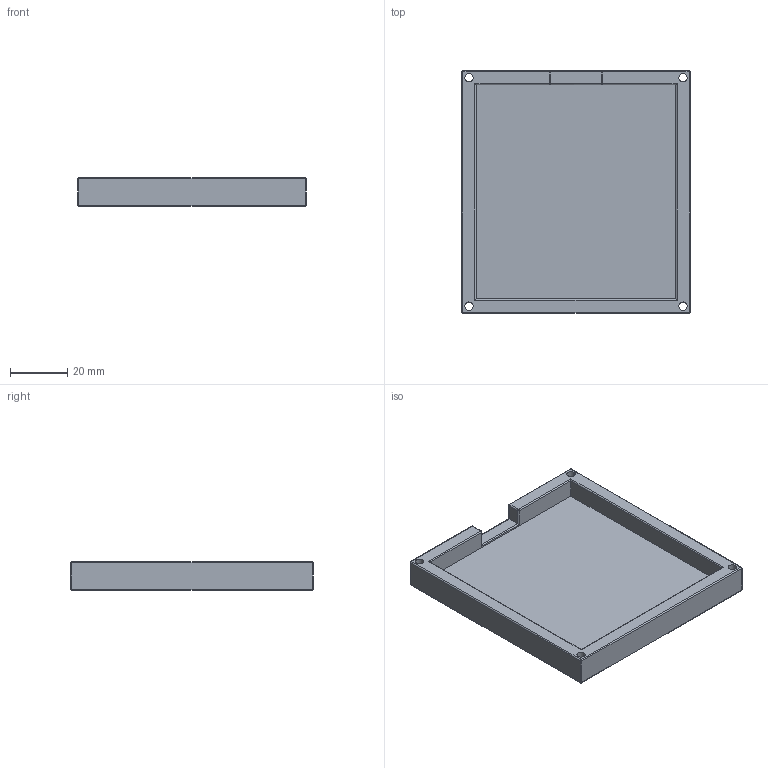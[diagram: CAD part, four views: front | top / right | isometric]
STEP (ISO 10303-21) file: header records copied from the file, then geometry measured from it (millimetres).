
FILE_DESCRIPTION(/* description */ (''),/* implementation_level */ '2;1');
FILE_NAME(/* name */ '2f6a466b-5333-4229-9ab9-e347bd7120ab.stp',/* time_stamp */ '2026-02-06T15:55:03Z',/* author */ (''),/* organization */ (''),/* preprocessor_version */ 'ST-DEVELOPER v20.1',/* originating_system */ 'Autodesk Translation Framework v14.24.0.0',/* authorisation */ '');
FILE_SCHEMA (('AUTOMOTIVE_DESIGN { 1 0 10303 214 3 1 1 }'));
Length unit declared in the file: millimetre
Products named in the file (1): 2026-02-05-14-25-44-150
Bounding box: 80 x 85 x 10 mm (x, y, z)
Volume: 30413.7 mm3; surface area: 18910.9 mm2
Topology: 1 solids, 1 shells, 56 faces, 118 edges, 64 vertices
Faces by surface type: cylinder 30, plane 14, sphere 12
Full cylindrical faces by diameter (mm): 2.9 x4
Entity records: 1511 total; most frequent: DIRECTION 284, CARTESIAN_POINT 239, ORIENTED_EDGE 236, EDGE_CURVE 118, AXIS2_PLACEMENT_3D 109, LINE 66, VECTOR 66, EDGE_LOOP 64
